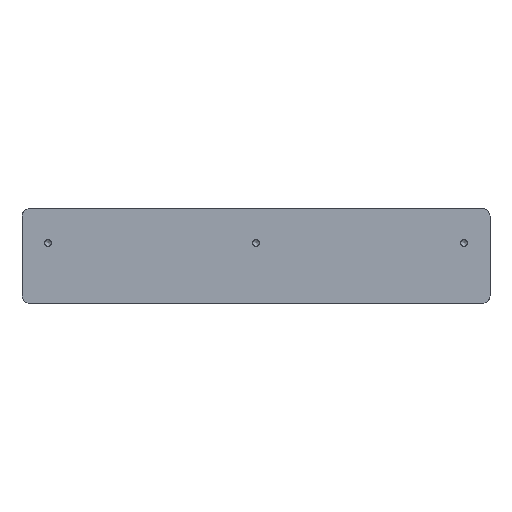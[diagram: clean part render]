
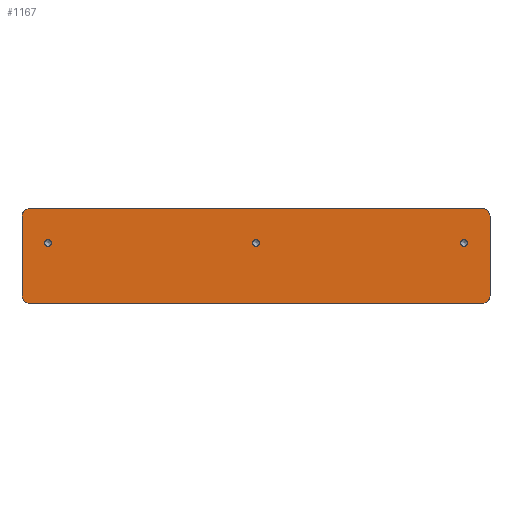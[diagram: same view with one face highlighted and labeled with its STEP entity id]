
A CAD part, top view. The second image highlights one B-rep face of the part: STEP entity #1167.
In plain terms, the highlighted planar face has unit normal (0, 0, 1).
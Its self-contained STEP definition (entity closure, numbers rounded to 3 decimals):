
#33=FACE_BOUND('',#239,.T.);
#34=FACE_BOUND('',#240,.T.);
#35=FACE_BOUND('',#241,.T.);
#49=PLANE('',#1311);
#162=FACE_OUTER_BOUND('',#238,.T.);
#238=EDGE_LOOP('',(#1024,#1025,#1026,#1027,#1028,#1029,#1030,#1031));
#239=EDGE_LOOP('',(#1032));
#240=EDGE_LOOP('',(#1033));
#241=EDGE_LOOP('',(#1034));
#279=LINE('',#1909,#353);
#282=LINE('',#1917,#356);
#331=LINE('',#2390,#405);
#332=LINE('',#2393,#406);
#353=VECTOR('',#1431,10.);
#356=VECTOR('',#1440,10.);
#405=VECTOR('',#1639,10.);
#406=VECTOR('',#1642,10.);
#411=CIRCLE('',#1205,1.265);
#413=CIRCLE('',#1209,1.265);
#415=CIRCLE('',#1213,1.265);
#424=CIRCLE('',#1233,2.875);
#425=CIRCLE('',#1236,2.875);
#472=CIRCLE('',#1312,2.875);
#473=CIRCLE('',#1313,2.875);
#490=VERTEX_POINT('',#1717);
#493=VERTEX_POINT('',#1726);
#496=VERTEX_POINT('',#1735);
#513=VERTEX_POINT('',#1901);
#514=VERTEX_POINT('',#1903);
#515=VERTEX_POINT('',#1907);
#516=VERTEX_POINT('',#1911);
#517=VERTEX_POINT('',#1915);
#592=VERTEX_POINT('',#2387);
#593=VERTEX_POINT('',#2389);
#594=VERTEX_POINT('',#2391);
#599=EDGE_CURVE('',#490,#490,#411,.T.);
#603=EDGE_CURVE('',#493,#493,#413,.T.);
#607=EDGE_CURVE('',#496,#496,#415,.T.);
#634=EDGE_CURVE('',#513,#514,#424,.T.);
#637=EDGE_CURVE('',#515,#513,#279,.T.);
#639=EDGE_CURVE('',#516,#515,#425,.T.);
#641=EDGE_CURVE('',#517,#516,#282,.T.);
#748=EDGE_CURVE('',#592,#517,#472,.T.);
#749=EDGE_CURVE('',#593,#592,#331,.T.);
#750=EDGE_CURVE('',#594,#593,#473,.T.);
#751=EDGE_CURVE('',#514,#594,#332,.T.);
#1024=ORIENTED_EDGE('',*,*,#637,.F.);
#1025=ORIENTED_EDGE('',*,*,#639,.F.);
#1026=ORIENTED_EDGE('',*,*,#641,.F.);
#1027=ORIENTED_EDGE('',*,*,#748,.F.);
#1028=ORIENTED_EDGE('',*,*,#749,.F.);
#1029=ORIENTED_EDGE('',*,*,#750,.F.);
#1030=ORIENTED_EDGE('',*,*,#751,.F.);
#1031=ORIENTED_EDGE('',*,*,#634,.F.);
#1032=ORIENTED_EDGE('',*,*,#599,.T.);
#1033=ORIENTED_EDGE('',*,*,#603,.T.);
#1034=ORIENTED_EDGE('',*,*,#607,.T.);
#1167=ADVANCED_FACE('',(#162,#33,#34,#35),#49,.F.);
#1205=AXIS2_PLACEMENT_3D('',#1718,#1355,#1356);
#1209=AXIS2_PLACEMENT_3D('',#1727,#1365,#1366);
#1213=AXIS2_PLACEMENT_3D('',#1736,#1375,#1376);
#1233=AXIS2_PLACEMENT_3D('',#1904,#1425,#1426);
#1236=AXIS2_PLACEMENT_3D('',#1913,#1435,#1436);
#1311=AXIS2_PLACEMENT_3D('',#2386,#1635,#1636);
#1312=AXIS2_PLACEMENT_3D('',#2388,#1637,#1638);
#1313=AXIS2_PLACEMENT_3D('',#2392,#1640,#1641);
#1355=DIRECTION('center_axis',(0.,0.,-1.));
#1356=DIRECTION('ref_axis',(1.,0.,0.));
#1365=DIRECTION('center_axis',(0.,0.,-1.));
#1366=DIRECTION('ref_axis',(1.,0.,0.));
#1375=DIRECTION('center_axis',(0.,0.,-1.));
#1376=DIRECTION('ref_axis',(1.,0.,0.));
#1425=DIRECTION('center_axis',(0.,0.,-1.));
#1426=DIRECTION('ref_axis',(0.,1.,0.));
#1431=DIRECTION('',(1.,0.,0.));
#1435=DIRECTION('center_axis',(0.,0.,-1.));
#1436=DIRECTION('ref_axis',(-1.,0.,0.));
#1440=DIRECTION('',(0.,1.,0.));
#1635=DIRECTION('center_axis',(0.,0.,-1.));
#1636=DIRECTION('ref_axis',(1.,0.,0.));
#1637=DIRECTION('center_axis',(0.,0.,-1.));
#1638=DIRECTION('ref_axis',(0.,-1.,0.));
#1639=DIRECTION('',(-1.,0.,0.));
#1640=DIRECTION('center_axis',(0.,0.,-1.));
#1641=DIRECTION('ref_axis',(1.,0.,0.));
#1642=DIRECTION('',(0.,-1.,0.));
#1717=CARTESIAN_POINT('',(93.472,-69.599,-6.65));
#1718=CARTESIAN_POINT('Origin',(94.737,-69.599,-6.65));
#1726=CARTESIAN_POINT('',(173.347,-69.599,-6.65));
#1727=CARTESIAN_POINT('Origin',(174.612,-69.599,-6.65));
#1735=CARTESIAN_POINT('',(253.222,-69.599,-6.65));
#1736=CARTESIAN_POINT('Origin',(254.487,-69.599,-6.65));
#1901=CARTESIAN_POINT('',(261.612,-56.413,-6.65));
#1903=CARTESIAN_POINT('',(264.487,-59.288,-6.65));
#1904=CARTESIAN_POINT('Origin',(261.612,-59.288,-6.65));
#1907=CARTESIAN_POINT('',(87.612,-56.413,-6.65));
#1909=CARTESIAN_POINT('',(87.612,-56.413,-6.65));
#1911=CARTESIAN_POINT('',(84.737,-59.288,-6.65));
#1913=CARTESIAN_POINT('Origin',(87.612,-59.288,-6.65));
#1915=CARTESIAN_POINT('',(84.737,-89.91,-6.65));
#1917=CARTESIAN_POINT('',(84.737,-89.91,-6.65));
#2386=CARTESIAN_POINT('Origin',(174.612,-74.599,-6.65));
#2387=CARTESIAN_POINT('',(87.612,-92.785,-6.65));
#2388=CARTESIAN_POINT('Origin',(87.612,-89.91,-6.65));
#2389=CARTESIAN_POINT('',(261.612,-92.785,-6.65));
#2390=CARTESIAN_POINT('',(261.612,-92.785,-6.65));
#2391=CARTESIAN_POINT('',(264.487,-89.91,-6.65));
#2392=CARTESIAN_POINT('Origin',(261.612,-89.91,-6.65));
#2393=CARTESIAN_POINT('',(264.487,-59.288,-6.65));
